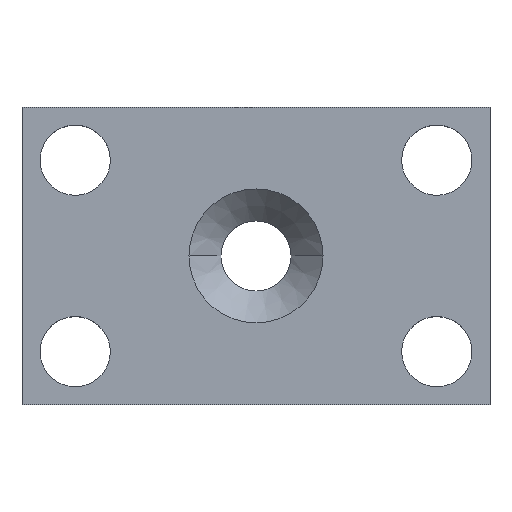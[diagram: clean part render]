
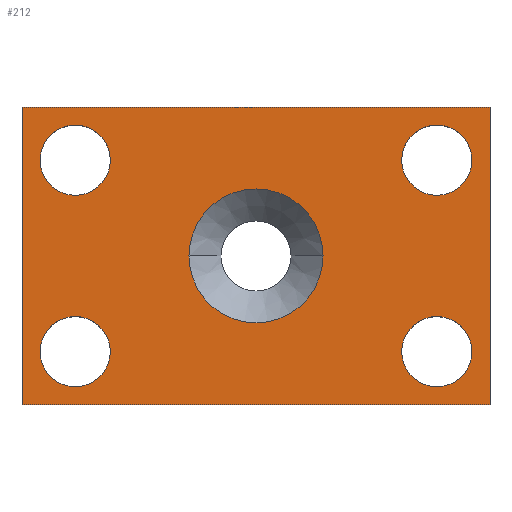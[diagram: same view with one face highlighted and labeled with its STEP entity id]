
A CAD part, top view. The second image highlights one B-rep face of the part: STEP entity #212.
In plain terms, the highlighted planar face has unit normal (0, 0, 1).
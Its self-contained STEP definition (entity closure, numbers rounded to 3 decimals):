
#1 = CARTESIAN_POINT ( 'NONE',  ( 17., 9., 9. ) ) ;
#3 = LINE ( 'NONE', #591, #167 ) ;
#4 = EDGE_CURVE ( 'NONE', #551, #621, #352, .T. ) ;
#20 = DIRECTION ( 'NONE',  ( 0., 0., 1. ) ) ;
#25 = DIRECTION ( 'NONE',  ( 1., 0., 0. ) ) ;
#28 = CARTESIAN_POINT ( 'NONE',  ( -20.3, -9., 9. ) ) ;
#36 = EDGE_CURVE ( 'NONE', #621, #551, #415, .T. ) ;
#42 = AXIS2_PLACEMENT_3D ( 'NONE', #206, #20, #375 ) ;
#46 = EDGE_LOOP ( 'NONE', ( #369, #342, #495, #308 ) ) ;
#55 = CIRCLE ( 'NONE', #385, 3.3 ) ;
#63 = DIRECTION ( 'NONE',  ( 0., 0., 1. ) ) ;
#66 = AXIS2_PLACEMENT_3D ( 'NONE', #645, #594, #177 ) ;
#70 = EDGE_CURVE ( 'NONE', #371, #496, #151, .T. ) ;
#75 = AXIS2_PLACEMENT_3D ( 'NONE', #218, #567, #273 ) ;
#78 = VERTEX_POINT ( 'NONE', #28 ) ;
#80 = DIRECTION ( 'NONE',  ( 0., 0., 1. ) ) ;
#81 = VERTEX_POINT ( 'NONE', #566 ) ;
#90 = ORIENTED_EDGE ( 'NONE', *, *, #606, .F. ) ;
#93 = ORIENTED_EDGE ( 'NONE', *, *, #565, .F. ) ;
#97 = CARTESIAN_POINT ( 'NONE',  ( -13.7, 9., 9. ) ) ;
#98 = CARTESIAN_POINT ( 'NONE',  ( -13.7, -9., 9. ) ) ;
#105 = EDGE_CURVE ( 'NONE', #295, #327, #263, .T. ) ;
#113 = VECTOR ( 'NONE', #116, 1000. ) ;
#116 = DIRECTION ( 'NONE',  ( 0., 1., 0. ) ) ;
#122 = CARTESIAN_POINT ( 'NONE',  ( 17., 9., 9. ) ) ;
#123 = CARTESIAN_POINT ( 'NONE',  ( 20.3, 9., 9. ) ) ;
#125 = CARTESIAN_POINT ( 'NONE',  ( 6.3, 0., 9. ) ) ;
#139 = AXIS2_PLACEMENT_3D ( 'NONE', #443, #80, #238 ) ;
#145 = EDGE_CURVE ( 'NONE', #366, #371, #3, .T. ) ;
#149 = EDGE_CURVE ( 'NONE', #575, #81, #522, .T. ) ;
#151 = LINE ( 'NONE', #529, #558 ) ;
#157 = ORIENTED_EDGE ( 'NONE', *, *, #149, .F. ) ;
#167 = VECTOR ( 'NONE', #341, 1000. ) ;
#170 = DIRECTION ( 'NONE',  ( 1., 0., 0. ) ) ;
#176 = EDGE_LOOP ( 'NONE', ( #404, #157 ) ) ;
#177 = DIRECTION ( 'NONE',  ( 1., 0., 0. ) ) ;
#178 = VERTEX_POINT ( 'NONE', #331 ) ;
#185 = AXIS2_PLACEMENT_3D ( 'NONE', #1, #464, #368 ) ;
#197 = ORIENTED_EDGE ( 'NONE', *, *, #4, .F. ) ;
#204 = EDGE_LOOP ( 'NONE', ( #380, #93 ) ) ;
#206 = CARTESIAN_POINT ( 'NONE',  ( 17., -9., 9. ) ) ;
#207 = EDGE_CURVE ( 'NONE', #327, #295, #265, .T. ) ;
#212 = ADVANCED_FACE ( 'NONE', ( #514, #377, #365, #616, #482, #349 ), #244, .T. ) ;
#218 = CARTESIAN_POINT ( 'NONE',  ( 0., 0., 9. ) ) ;
#222 = CIRCLE ( 'NONE', #75, 6.3 ) ;
#223 = CARTESIAN_POINT ( 'NONE',  ( 22., -14., 9. ) ) ;
#228 = DIRECTION ( 'NONE',  ( 1., 0., 0. ) ) ;
#230 = CARTESIAN_POINT ( 'NONE',  ( 13.7, 9., 9. ) ) ;
#236 = CARTESIAN_POINT ( 'NONE',  ( -17., 9., 9. ) ) ;
#238 = DIRECTION ( 'NONE',  ( 1., 0., 0. ) ) ;
#244 = PLANE ( 'NONE',  #589 ) ;
#262 = CARTESIAN_POINT ( 'NONE',  ( -17., -9., 9. ) ) ;
#263 = CIRCLE ( 'NONE', #414, 3.3 ) ;
#265 = CIRCLE ( 'NONE', #406, 3.3 ) ;
#267 = VERTEX_POINT ( 'NONE', #395 ) ;
#268 = VERTEX_POINT ( 'NONE', #98 ) ;
#273 = DIRECTION ( 'NONE',  ( 1., 0., 0. ) ) ;
#282 = DIRECTION ( 'NONE',  ( 0., 0., 1. ) ) ;
#287 = DIRECTION ( 'NONE',  ( 1., 0., 0. ) ) ;
#295 = VERTEX_POINT ( 'NONE', #97 ) ;
#306 = ORIENTED_EDGE ( 'NONE', *, *, #36, .F. ) ;
#308 = ORIENTED_EDGE ( 'NONE', *, *, #598, .T. ) ;
#313 = DIRECTION ( 'NONE',  ( 0., 0., 1. ) ) ;
#315 = ORIENTED_EDGE ( 'NONE', *, *, #207, .F. ) ;
#322 = DIRECTION ( 'NONE',  ( 0., 0., 1. ) ) ;
#323 = CIRCLE ( 'NONE', #613, 6.3 ) ;
#326 = EDGE_LOOP ( 'NONE', ( #427, #90 ) ) ;
#327 = VERTEX_POINT ( 'NONE', #531 ) ;
#331 = CARTESIAN_POINT ( 'NONE',  ( -6.3, 0., 9. ) ) ;
#335 = DIRECTION ( 'NONE',  ( 1., 0., 0. ) ) ;
#341 = DIRECTION ( 'NONE',  ( 0., -1., 0. ) ) ;
#342 = ORIENTED_EDGE ( 'NONE', *, *, #70, .T. ) ;
#349 = FACE_BOUND ( 'NONE', #326, .T. ) ;
#352 = CIRCLE ( 'NONE', #185, 3.3 ) ;
#365 = FACE_BOUND ( 'NONE', #612, .T. ) ;
#366 = VERTEX_POINT ( 'NONE', #584 ) ;
#368 = DIRECTION ( 'NONE',  ( 1., 0., 0. ) ) ;
#369 = ORIENTED_EDGE ( 'NONE', *, *, #145, .T. ) ;
#370 = DIRECTION ( 'NONE',  ( -1., 0., 0. ) ) ;
#371 = VERTEX_POINT ( 'NONE', #593 ) ;
#375 = DIRECTION ( 'NONE',  ( 1., 0., 0. ) ) ;
#377 = FACE_BOUND ( 'NONE', #176, .T. ) ;
#380 = ORIENTED_EDGE ( 'NONE', *, *, #651, .F. ) ;
#381 = CARTESIAN_POINT ( 'NONE',  ( 22., 14., 9. ) ) ;
#385 = AXIS2_PLACEMENT_3D ( 'NONE', #262, #63, #411 ) ;
#387 = VERTEX_POINT ( 'NONE', #125 ) ;
#395 = CARTESIAN_POINT ( 'NONE',  ( 22., 14., 9. ) ) ;
#400 = ORIENTED_EDGE ( 'NONE', *, *, #105, .F. ) ;
#404 = ORIENTED_EDGE ( 'NONE', *, *, #448, .F. ) ;
#406 = AXIS2_PLACEMENT_3D ( 'NONE', #236, #585, #287 ) ;
#407 = VECTOR ( 'NONE', #370, 1000. ) ;
#411 = DIRECTION ( 'NONE',  ( 1., 0., 0. ) ) ;
#414 = AXIS2_PLACEMENT_3D ( 'NONE', #576, #322, #25 ) ;
#415 = CIRCLE ( 'NONE', #507, 3.3 ) ;
#417 = EDGE_CURVE ( 'NONE', #78, #268, #55, .T. ) ;
#419 = DIRECTION ( 'NONE',  ( 1., 0., 0. ) ) ;
#427 = ORIENTED_EDGE ( 'NONE', *, *, #417, .F. ) ;
#443 = CARTESIAN_POINT ( 'NONE',  ( -17., -9., 9. ) ) ;
#448 = EDGE_CURVE ( 'NONE', #81, #575, #456, .T. ) ;
#456 = CIRCLE ( 'NONE', #42, 3.3 ) ;
#464 = DIRECTION ( 'NONE',  ( 0., 0., 1. ) ) ;
#466 = LINE ( 'NONE', #381, #407 ) ;
#474 = CARTESIAN_POINT ( 'NONE',  ( 22., -14., 9. ) ) ;
#482 = FACE_BOUND ( 'NONE', #647, .T. ) ;
#486 = CARTESIAN_POINT ( 'NONE',  ( 0., 0., 9. ) ) ;
#495 = ORIENTED_EDGE ( 'NONE', *, *, #504, .T. ) ;
#496 = VERTEX_POINT ( 'NONE', #474 ) ;
#504 = EDGE_CURVE ( 'NONE', #496, #267, #517, .T. ) ;
#507 = AXIS2_PLACEMENT_3D ( 'NONE', #122, #313, #419 ) ;
#514 = FACE_BOUND ( 'NONE', #204, .T. ) ;
#517 = LINE ( 'NONE', #223, #113 ) ;
#522 = CIRCLE ( 'NONE', #66, 3.3 ) ;
#529 = CARTESIAN_POINT ( 'NONE',  ( 22., -14., 9. ) ) ;
#531 = CARTESIAN_POINT ( 'NONE',  ( -20.3, 9., 9. ) ) ;
#532 = CARTESIAN_POINT ( 'NONE',  ( 0., 0., 9. ) ) ;
#551 = VERTEX_POINT ( 'NONE', #123 ) ;
#558 = VECTOR ( 'NONE', #228, 1000. ) ;
#565 = EDGE_CURVE ( 'NONE', #178, #387, #222, .T. ) ;
#566 = CARTESIAN_POINT ( 'NONE',  ( 13.7, -9., 9. ) ) ;
#567 = DIRECTION ( 'NONE',  ( 0., 0., 1. ) ) ;
#574 = CARTESIAN_POINT ( 'NONE',  ( 20.3, -9., 9. ) ) ;
#575 = VERTEX_POINT ( 'NONE', #574 ) ;
#576 = CARTESIAN_POINT ( 'NONE',  ( -17., 9., 9. ) ) ;
#579 = CIRCLE ( 'NONE', #139, 3.3 ) ;
#584 = CARTESIAN_POINT ( 'NONE',  ( -22., 14., 9. ) ) ;
#585 = DIRECTION ( 'NONE',  ( 0., 0., 1. ) ) ;
#589 = AXIS2_PLACEMENT_3D ( 'NONE', #532, #638, #335 ) ;
#591 = CARTESIAN_POINT ( 'NONE',  ( -22., -14., 9. ) ) ;
#593 = CARTESIAN_POINT ( 'NONE',  ( -22., -14., 9. ) ) ;
#594 = DIRECTION ( 'NONE',  ( 0., 0., 1. ) ) ;
#598 = EDGE_CURVE ( 'NONE', #267, #366, #466, .T. ) ;
#606 = EDGE_CURVE ( 'NONE', #268, #78, #579, .T. ) ;
#612 = EDGE_LOOP ( 'NONE', ( #315, #400 ) ) ;
#613 = AXIS2_PLACEMENT_3D ( 'NONE', #486, #282, #170 ) ;
#616 = FACE_OUTER_BOUND ( 'NONE', #46, .T. ) ;
#621 = VERTEX_POINT ( 'NONE', #230 ) ;
#638 = DIRECTION ( 'NONE',  ( 0., 0., 1. ) ) ;
#645 = CARTESIAN_POINT ( 'NONE',  ( 17., -9., 9. ) ) ;
#647 = EDGE_LOOP ( 'NONE', ( #306, #197 ) ) ;
#651 = EDGE_CURVE ( 'NONE', #387, #178, #323, .T. ) ;
